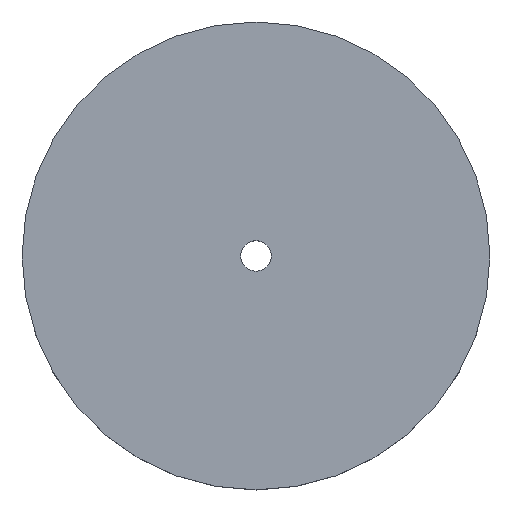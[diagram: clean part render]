
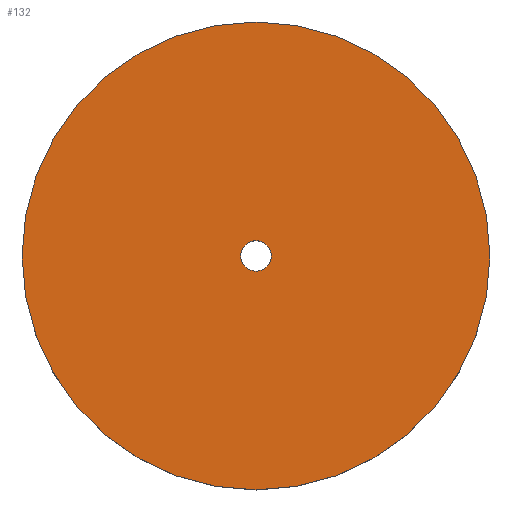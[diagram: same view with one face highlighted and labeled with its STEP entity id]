
A CAD part, top view. The second image highlights one B-rep face of the part: STEP entity #132.
In plain terms, the highlighted planar face has unit normal (0, 0, 1).
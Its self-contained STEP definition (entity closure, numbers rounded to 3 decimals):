
#19=FACE_BOUND('',#39,.T.);
#23=PLANE('',#158);
#28=FACE_OUTER_BOUND('',#38,.T.);
#38=EDGE_LOOP('',(#101));
#39=EDGE_LOOP('',(#102));
#59=CIRCLE('',#156,2.764);
#61=CIRCLE('',#159,42.4);
#71=VERTEX_POINT('',#229);
#73=VERTEX_POINT('',#235);
#81=EDGE_CURVE('',#71,#71,#59,.T.);
#84=EDGE_CURVE('',#73,#73,#61,.T.);
#101=ORIENTED_EDGE('',*,*,#84,.F.);
#102=ORIENTED_EDGE('',*,*,#81,.T.);
#132=ADVANCED_FACE('',(#28,#19),#23,.T.);
#156=AXIS2_PLACEMENT_3D('',#230,#181,#182);
#158=AXIS2_PLACEMENT_3D('',#234,#186,#187);
#159=AXIS2_PLACEMENT_3D('',#236,#188,#189);
#181=DIRECTION('center_axis',(0.,0.,-1.));
#182=DIRECTION('ref_axis',(1.,0.,0.));
#186=DIRECTION('center_axis',(0.,0.,1.));
#187=DIRECTION('ref_axis',(1.,0.,0.));
#188=DIRECTION('center_axis',(0.,0.,-1.));
#189=DIRECTION('ref_axis',(1.,0.,0.));
#229=CARTESIAN_POINT('',(-2.764,0.,35.011));
#230=CARTESIAN_POINT('Origin',(0.,0.,35.011));
#234=CARTESIAN_POINT('Origin',(0.,0.,35.011));
#235=CARTESIAN_POINT('',(-42.4,0.,35.011));
#236=CARTESIAN_POINT('Origin',(0.,0.,35.011));
